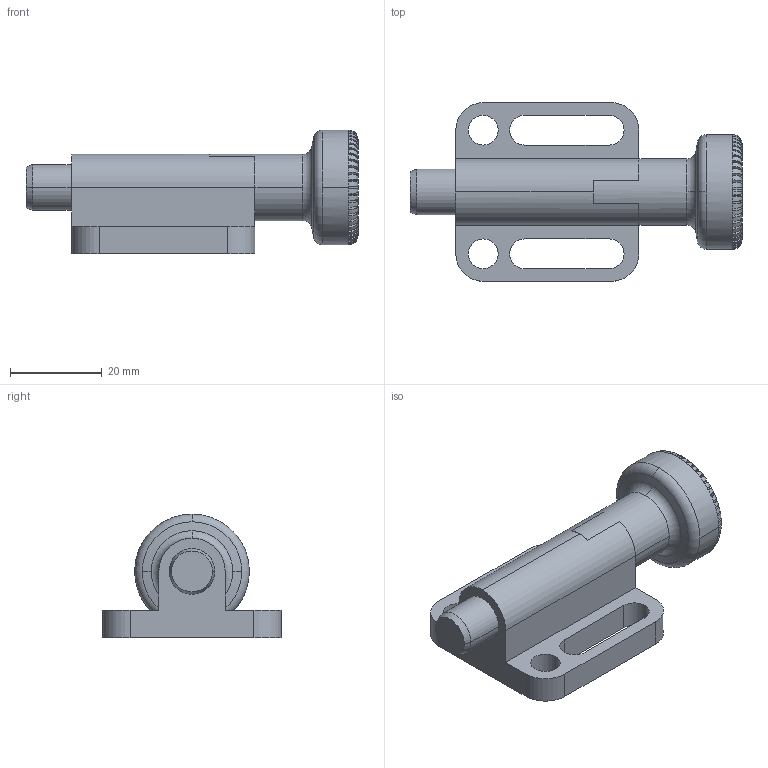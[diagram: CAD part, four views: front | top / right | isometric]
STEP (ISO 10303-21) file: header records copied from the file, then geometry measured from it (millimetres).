
FILE_DESCRIPTION(('STEP AP214'),'1');
FILE_NAME('HALDERN_EH_22110_0350.stp','2017-06-08T09:44:23',('TraceParts'),('TraceParts S.A.'),'Spatial InterOp 3D',' ',' ');
FILE_SCHEMA(('automotive_design'));
Length unit declared in the file: millimetre
Products named in the file (2): HALDERN_EH_22110_0350_1; HALDERN_EH_22110_0350_2
Bounding box: 72.5 x 39 x 27 mm (x, y, z)
Volume: 22356.7 mm3; surface area: 10784.7 mm2
Topology: 2 solids, 2 shells, 324 faces, 854 edges, 534 vertices
Faces by surface type: plane 232, torus 56, cylinder 32, cone 4
Entity records: 14545 total; most frequent: CARTESIAN_POINT 3914, ORIENTED_EDGE 1708, DIRECTION 1658, EDGE_CURVE 854, AXIS2_PLACEMENT_3D 578, VERTEX_POINT 534, LINE 502, VECTOR 502
